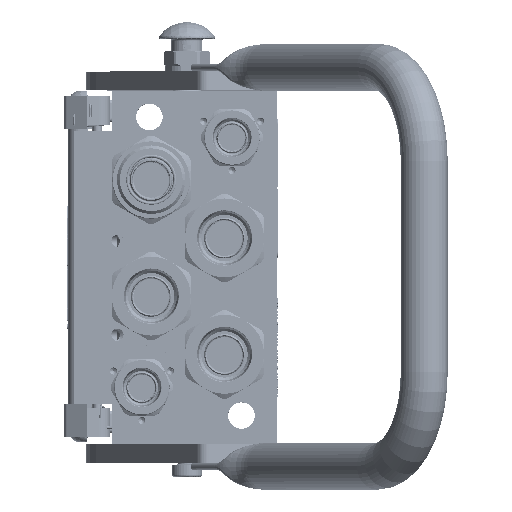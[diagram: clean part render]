
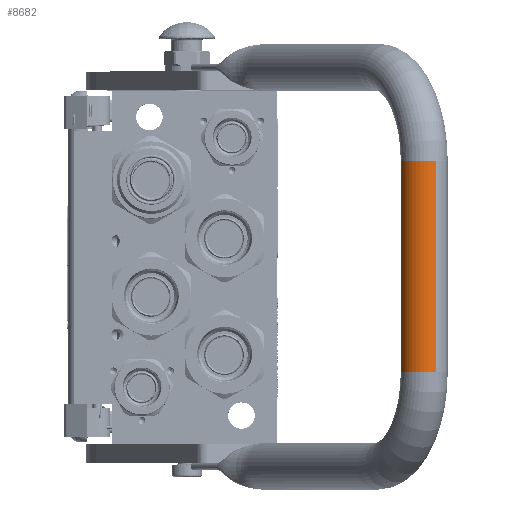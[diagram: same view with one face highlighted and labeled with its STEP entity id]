
A CAD part, top view. The second image highlights one B-rep face of the part: STEP entity #8682.
In plain terms, the highlighted cylindrical face has radius 12.5 mm (diameter 25 mm), a partial arc.
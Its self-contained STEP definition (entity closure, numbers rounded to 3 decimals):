
#4272 = CARTESIAN_POINT ( 'NONE',  ( 56.25, 0., 180. ) ) ;
#5776 = DIRECTION ( 'NONE',  ( 0., 0., -1. ) ) ;
#6001 = EDGE_CURVE ( 'NONE', #107451, #114619, #55376, .T. ) ;
#8682 = ADVANCED_FACE ( 'NONE', ( #160007 ), #86337, .T. ) ;
#18271 = DIRECTION ( 'NONE',  ( 1., 0., 0. ) ) ;
#25723 = EDGE_CURVE ( 'NONE', #182942, #114619, #179602, .T. ) ;
#27189 = EDGE_CURVE ( 'NONE', #71472, #107451, #78021, .T. ) ;
#41802 = VECTOR ( 'NONE', #98012, 1000. ) ;
#43021 = CARTESIAN_POINT ( 'NONE',  ( -56.25, 0., 167.5 ) ) ;
#47100 = CARTESIAN_POINT ( 'NONE',  ( -56.25, 0., 155. ) ) ;
#49205 = EDGE_LOOP ( 'NONE', ( #174284, #136255, #99229, #52795 ) ) ;
#51411 = CARTESIAN_POINT ( 'NONE',  ( -56.25, 0., 155. ) ) ;
#52795 = ORIENTED_EDGE ( 'NONE', *, *, #27189, .T. ) ;
#55376 = LINE ( 'NONE', #47100, #138142 ) ;
#59692 = DIRECTION ( 'NONE',  ( 0., 0., 1. ) ) ;
#59695 = AXIS2_PLACEMENT_3D ( 'NONE', #189329, #101341, #189963 ) ;
#62447 = LINE ( 'NONE', #67823, #41802 ) ;
#64199 = CARTESIAN_POINT ( 'NONE',  ( -56.25, 0., 180. ) ) ;
#67823 = CARTESIAN_POINT ( 'NONE',  ( -56.25, 0., 180. ) ) ;
#71472 = VERTEX_POINT ( 'NONE', #64199 ) ;
#78021 = CIRCLE ( 'NONE', #95672, 12.5 ) ;
#86337 = CYLINDRICAL_SURFACE ( 'NONE', #188032, 12.5 ) ;
#95672 = AXIS2_PLACEMENT_3D ( 'NONE', #43021, #145790, #59692 ) ;
#98012 = DIRECTION ( 'NONE',  ( 1., 0., 0. ) ) ;
#99229 = ORIENTED_EDGE ( 'NONE', *, *, #161841, .F. ) ;
#101341 = DIRECTION ( 'NONE',  ( 1., 0., 0. ) ) ;
#107451 = VERTEX_POINT ( 'NONE', #51411 ) ;
#114619 = VERTEX_POINT ( 'NONE', #116228 ) ;
#116228 = CARTESIAN_POINT ( 'NONE',  ( 56.25, 0., 155. ) ) ;
#132252 = DIRECTION ( 'NONE',  ( -1., 0., 0. ) ) ;
#136255 = ORIENTED_EDGE ( 'NONE', *, *, #25723, .F. ) ;
#138142 = VECTOR ( 'NONE', #18271, 1000. ) ;
#145790 = DIRECTION ( 'NONE',  ( 1., 0., 0. ) ) ;
#160007 = FACE_OUTER_BOUND ( 'NONE', #49205, .T. ) ;
#161227 = CARTESIAN_POINT ( 'NONE',  ( -56.25, 0., 167.5 ) ) ;
#161841 = EDGE_CURVE ( 'NONE', #71472, #182942, #62447, .T. ) ;
#174284 = ORIENTED_EDGE ( 'NONE', *, *, #6001, .T. ) ;
#179602 = CIRCLE ( 'NONE', #59695, 12.5 ) ;
#182942 = VERTEX_POINT ( 'NONE', #4272 ) ;
#188032 = AXIS2_PLACEMENT_3D ( 'NONE', #161227, #132252, #5776 ) ;
#189329 = CARTESIAN_POINT ( 'NONE',  ( 56.25, 0., 167.5 ) ) ;
#189963 = DIRECTION ( 'NONE',  ( 0., 0., 1. ) ) ;
